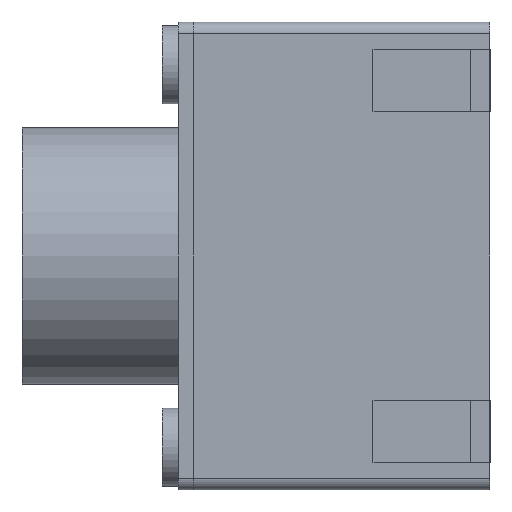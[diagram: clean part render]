
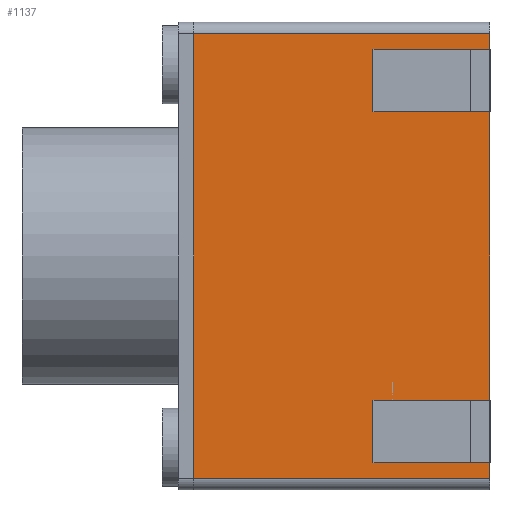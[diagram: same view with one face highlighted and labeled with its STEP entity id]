
A CAD part, left-side view. The second image highlights one B-rep face of the part: STEP entity #1137.
In plain terms, the highlighted planar face has unit normal (-1, 0, 0).
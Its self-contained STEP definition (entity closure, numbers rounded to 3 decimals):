
#12 = LINE ( 'NONE', #353, #1697 ) ;
#14 = VERTEX_POINT ( 'NONE', #805 ) ;
#20 = EDGE_CURVE ( 'NONE', #785, #484, #1745, .T. ) ;
#89 = VECTOR ( 'NONE', #510, 1000. ) ;
#195 = ORIENTED_EDGE ( 'NONE', *, *, #2333, .T. ) ;
#201 = VERTEX_POINT ( 'NONE', #2452 ) ;
#234 = EDGE_CURVE ( 'NONE', #484, #2047, #2227, .T. ) ;
#282 = LINE ( 'NONE', #2600, #1971 ) ;
#353 = CARTESIAN_POINT ( 'NONE',  ( 0., 1.25, -0.35 ) ) ;
#368 = EDGE_CURVE ( 'NONE', #785, #201, #2178, .T. ) ;
#389 = DIRECTION ( 'NONE',  ( 0., 0., -1. ) ) ;
#425 = EDGE_CURVE ( 'NONE', #14, #2243, #701, .T. ) ;
#443 = VECTOR ( 'NONE', #1027, 1000. ) ;
#484 = VERTEX_POINT ( 'NONE', #2665 ) ;
#510 = DIRECTION ( 'NONE',  ( 0., 0., -1. ) ) ;
#516 = EDGE_CURVE ( 'NONE', #2243, #1330, #662, .T. ) ;
#553 = VERTEX_POINT ( 'NONE', #1785 ) ;
#662 = LINE ( 'NONE', #2882, #1318 ) ;
#701 = LINE ( 'NONE', #2622, #2260 ) ;
#767 = DIRECTION ( 'NONE',  ( -1., 0., 0. ) ) ;
#772 = ORIENTED_EDGE ( 'NONE', *, *, #1375, .T. ) ;
#785 = VERTEX_POINT ( 'NONE', #1403 ) ;
#788 = ORIENTED_EDGE ( 'NONE', *, *, #1869, .T. ) ;
#805 = CARTESIAN_POINT ( 'NONE',  ( 0., 1.25, -0.35 ) ) ;
#809 = DIRECTION ( 'NONE',  ( 0., 1., 0. ) ) ;
#872 = EDGE_CURVE ( 'NONE', #2540, #553, #1567, .T. ) ;
#967 = DIRECTION ( 'NONE',  ( 0., 0., -1. ) ) ;
#1009 = CARTESIAN_POINT ( 'NONE',  ( 0., 1.5, -0.35 ) ) ;
#1027 = DIRECTION ( 'NONE',  ( 0., 1., 0. ) ) ;
#1030 = CARTESIAN_POINT ( 'NONE',  ( 0., 3.8, -0.15 ) ) ;
#1066 = EDGE_LOOP ( 'NONE', ( #2647, #1693, #2794, #1770 ) ) ;
#1075 = VECTOR ( 'NONE', #2132, 1000. ) ;
#1111 = FACE_OUTER_BOUND ( 'NONE', #1066, .T. ) ;
#1137 = ADVANCED_FACE ( 'NONE', ( #1111, #2839, #2775 ), #2764, .T. ) ;
#1209 = VECTOR ( 'NONE', #1335, 1000. ) ;
#1318 = VECTOR ( 'NONE', #1997, 1000. ) ;
#1330 = VERTEX_POINT ( 'NONE', #2023 ) ;
#1335 = DIRECTION ( 'NONE',  ( 0., 1., 0. ) ) ;
#1341 = CARTESIAN_POINT ( 'NONE',  ( 0., 1.25, -4.85 ) ) ;
#1375 = EDGE_CURVE ( 'NONE', #2106, #1330, #282, .T. ) ;
#1403 = CARTESIAN_POINT ( 'NONE',  ( 0., 0., -0.15 ) ) ;
#1421 = LINE ( 'NONE', #2368, #443 ) ;
#1462 = DIRECTION ( 'NONE',  ( 0., 0., -1. ) ) ;
#1465 = VECTOR ( 'NONE', #389, 1000. ) ;
#1475 = DIRECTION ( 'NONE',  ( 0., 1., 0. ) ) ;
#1518 = VECTOR ( 'NONE', #1682, 1000. ) ;
#1542 = CARTESIAN_POINT ( 'NONE',  ( 0., 1.5, -4.85 ) ) ;
#1543 = EDGE_CURVE ( 'NONE', #2738, #2540, #2720, .T. ) ;
#1567 = LINE ( 'NONE', #2305, #2606 ) ;
#1613 = CARTESIAN_POINT ( 'NONE',  ( 0., 3.8, 0. ) ) ;
#1651 = ORIENTED_EDGE ( 'NONE', *, *, #516, .F. ) ;
#1682 = DIRECTION ( 'NONE',  ( 0., -1., 0. ) ) ;
#1693 = ORIENTED_EDGE ( 'NONE', *, *, #20, .T. ) ;
#1697 = VECTOR ( 'NONE', #1462, 1000. ) ;
#1708 = CARTESIAN_POINT ( 'NONE',  ( 0., 1.25, -5.65 ) ) ;
#1745 = LINE ( 'NONE', #1030, #1075 ) ;
#1759 = CARTESIAN_POINT ( 'NONE',  ( 0., 1.25, -1.15 ) ) ;
#1770 = ORIENTED_EDGE ( 'NONE', *, *, #2302, .T. ) ;
#1785 = CARTESIAN_POINT ( 'NONE',  ( 0., 1.5, -5.65 ) ) ;
#1812 = ORIENTED_EDGE ( 'NONE', *, *, #425, .F. ) ;
#1863 = VERTEX_POINT ( 'NONE', #1708 ) ;
#1869 = EDGE_CURVE ( 'NONE', #1863, #553, #1421, .T. ) ;
#1882 = EDGE_LOOP ( 'NONE', ( #1906, #2242, #195, #788 ) ) ;
#1897 = LINE ( 'NONE', #2561, #1518 ) ;
#1906 = ORIENTED_EDGE ( 'NONE', *, *, #872, .F. ) ;
#1971 = VECTOR ( 'NONE', #809, 1000. ) ;
#1997 = DIRECTION ( 'NONE',  ( 0., 0., -1. ) ) ;
#2023 = CARTESIAN_POINT ( 'NONE',  ( 0., 1.5, -1.15 ) ) ;
#2047 = VERTEX_POINT ( 'NONE', #2188 ) ;
#2095 = CARTESIAN_POINT ( 'NONE',  ( 0., 3.8, 0. ) ) ;
#2096 = CARTESIAN_POINT ( 'NONE',  ( 0., 1.25, -4.85 ) ) ;
#2106 = VERTEX_POINT ( 'NONE', #1759 ) ;
#2132 = DIRECTION ( 'NONE',  ( 0., 1., 0. ) ) ;
#2178 = LINE ( 'NONE', #2629, #1465 ) ;
#2188 = CARTESIAN_POINT ( 'NONE',  ( 0., 3.8, -5.85 ) ) ;
#2227 = LINE ( 'NONE', #1613, #89 ) ;
#2242 = ORIENTED_EDGE ( 'NONE', *, *, #1543, .F. ) ;
#2243 = VERTEX_POINT ( 'NONE', #1009 ) ;
#2260 = VECTOR ( 'NONE', #1475, 1000. ) ;
#2283 = EDGE_LOOP ( 'NONE', ( #1651, #1812, #2673, #772 ) ) ;
#2302 = EDGE_CURVE ( 'NONE', #2047, #201, #1897, .T. ) ;
#2305 = CARTESIAN_POINT ( 'NONE',  ( 0., 1.5, -4.85 ) ) ;
#2316 = DIRECTION ( 'NONE',  ( 0., 0., 1. ) ) ;
#2333 = EDGE_CURVE ( 'NONE', #2738, #1863, #2496, .T. ) ;
#2368 = CARTESIAN_POINT ( 'NONE',  ( 0., 1.25, -5.65 ) ) ;
#2452 = CARTESIAN_POINT ( 'NONE',  ( 0., 0., -5.85 ) ) ;
#2496 = LINE ( 'NONE', #2850, #2722 ) ;
#2540 = VERTEX_POINT ( 'NONE', #1542 ) ;
#2549 = AXIS2_PLACEMENT_3D ( 'NONE', #2095, #767, #2316 ) ;
#2561 = CARTESIAN_POINT ( 'NONE',  ( 0., 3.8, -5.85 ) ) ;
#2600 = CARTESIAN_POINT ( 'NONE',  ( 0., 1.25, -1.15 ) ) ;
#2606 = VECTOR ( 'NONE', #967, 1000. ) ;
#2608 = DIRECTION ( 'NONE',  ( 0., 0., -1. ) ) ;
#2622 = CARTESIAN_POINT ( 'NONE',  ( 0., 1.25, -0.35 ) ) ;
#2629 = CARTESIAN_POINT ( 'NONE',  ( 0., 0., 0. ) ) ;
#2647 = ORIENTED_EDGE ( 'NONE', *, *, #368, .F. ) ;
#2665 = CARTESIAN_POINT ( 'NONE',  ( 0., 3.8, -0.15 ) ) ;
#2673 = ORIENTED_EDGE ( 'NONE', *, *, #2843, .T. ) ;
#2720 = LINE ( 'NONE', #1341, #1209 ) ;
#2722 = VECTOR ( 'NONE', #2608, 1000. ) ;
#2738 = VERTEX_POINT ( 'NONE', #2096 ) ;
#2764 = PLANE ( 'NONE',  #2549 ) ;
#2775 = FACE_BOUND ( 'NONE', #2283, .T. ) ;
#2794 = ORIENTED_EDGE ( 'NONE', *, *, #234, .T. ) ;
#2839 = FACE_BOUND ( 'NONE', #1882, .T. ) ;
#2843 = EDGE_CURVE ( 'NONE', #14, #2106, #12, .T. ) ;
#2850 = CARTESIAN_POINT ( 'NONE',  ( 0., 1.25, -4.85 ) ) ;
#2882 = CARTESIAN_POINT ( 'NONE',  ( 0., 1.5, -0.35 ) ) ;
